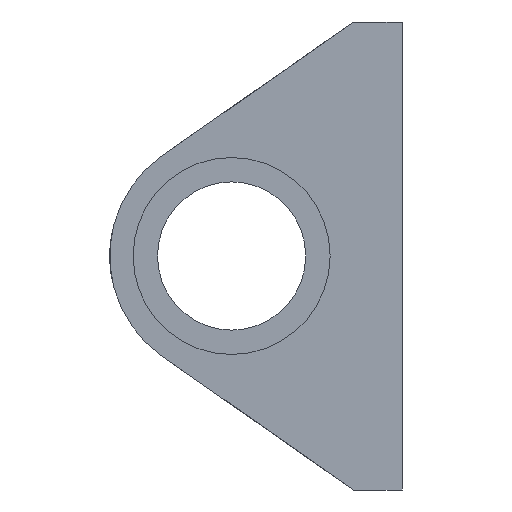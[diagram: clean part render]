
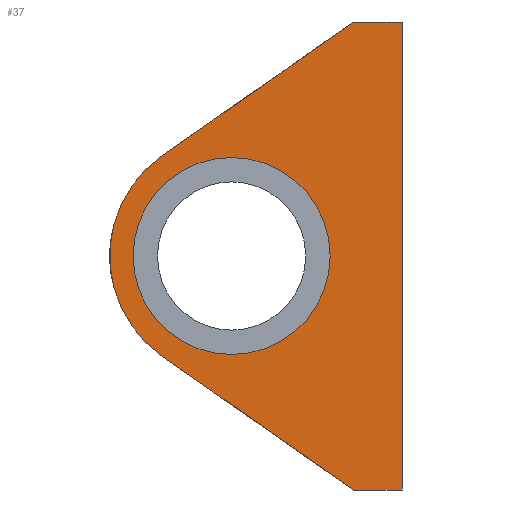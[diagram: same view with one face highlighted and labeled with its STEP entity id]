
A CAD part, front view. The second image highlights one B-rep face of the part: STEP entity #37.
In plain terms, the highlighted planar face has unit normal (0, -1, 0).
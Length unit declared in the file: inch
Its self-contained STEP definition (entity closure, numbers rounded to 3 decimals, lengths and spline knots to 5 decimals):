
#9 = CARTESIAN_POINT ( 'NONE',  ( 0., 3.5, 0. ) ) ;
#18 = CARTESIAN_POINT ( 'NONE',  ( -0.35827, 3.5, -0.51212 ) ) ;
#32 = ORIENTED_EDGE ( 'NONE', *, *, #670, .T. ) ;
#36 = CARTESIAN_POINT ( 'NONE',  ( -0.625, 3.5, 1.2 ) ) ;
#37 = ADVANCED_FACE ( 'NONE', ( #109, #530 ), #389, .F. ) ;
#38 = CIRCLE ( 'NONE', #512, 0.505 ) ;
#56 = EDGE_CURVE ( 'NONE', #428, #284, #889, .T. ) ;
#70 = CARTESIAN_POINT ( 'NONE',  ( -0.625, 3.5, 1.2 ) ) ;
#73 = VECTOR ( 'NONE', #631, 39.37008 ) ;
#80 = ORIENTED_EDGE ( 'NONE', *, *, #288, .T. ) ;
#109 = FACE_BOUND ( 'NONE', #191, .T. ) ;
#114 = VERTEX_POINT ( 'NONE', #763 ) ;
#121 = DIRECTION ( 'NONE',  ( 1., 0., 0. ) ) ;
#128 = VERTEX_POINT ( 'NONE', #622 ) ;
#135 = VECTOR ( 'NONE', #637, 39.37008 ) ;
#191 = EDGE_LOOP ( 'NONE', ( #539, #615 ) ) ;
#223 = ORIENTED_EDGE ( 'NONE', *, *, #545, .T. ) ;
#224 = CARTESIAN_POINT ( 'NONE',  ( 0.875, 3.5, 1.2 ) ) ;
#232 = DIRECTION ( 'NONE',  ( 0., 1., 0. ) ) ;
#236 = DIRECTION ( 'NONE',  ( 0., 1., 0. ) ) ;
#244 = AXIS2_PLACEMENT_3D ( 'NONE', #36, #236, #517 ) ;
#284 = VERTEX_POINT ( 'NONE', #903 ) ;
#288 = EDGE_CURVE ( 'NONE', #302, #128, #847, .T. ) ;
#297 = EDGE_CURVE ( 'NONE', #906, #128, #616, .T. ) ;
#302 = VERTEX_POINT ( 'NONE', #777 ) ;
#324 = EDGE_CURVE ( 'NONE', #302, #114, #710, .T. ) ;
#356 = CARTESIAN_POINT ( 'NONE',  ( 0., 3.5, -0.505 ) ) ;
#360 = DIRECTION ( 'NONE',  ( 0., 1., 0. ) ) ;
#366 = ORIENTED_EDGE ( 'NONE', *, *, #56, .T. ) ;
#385 = EDGE_LOOP ( 'NONE', ( #80, #601, #223, #366, #32, #786 ) ) ;
#389 = PLANE ( 'NONE',  #244 ) ;
#416 = CARTESIAN_POINT ( 'NONE',  ( 0., 3.5, 0. ) ) ;
#428 = VERTEX_POINT ( 'NONE', #892 ) ;
#480 = CARTESIAN_POINT ( 'NONE',  ( 0., 3.5, 0. ) ) ;
#490 = VERTEX_POINT ( 'NONE', #676 ) ;
#492 = DIRECTION ( 'NONE',  ( 0.819, 0., -0.573 ) ) ;
#503 = VECTOR ( 'NONE', #492, 39.37008 ) ;
#512 = AXIS2_PLACEMENT_3D ( 'NONE', #480, #360, #625 ) ;
#513 = DIRECTION ( 'NONE',  ( 0., 0., 1. ) ) ;
#517 = DIRECTION ( 'NONE',  ( 0., 0., 1. ) ) ;
#530 = FACE_OUTER_BOUND ( 'NONE', #385, .T. ) ;
#539 = ORIENTED_EDGE ( 'NONE', *, *, #647, .T. ) ;
#545 = EDGE_CURVE ( 'NONE', #906, #428, #850, .T. ) ;
#558 = VERTEX_POINT ( 'NONE', #356 ) ;
#566 = DIRECTION ( 'NONE',  ( 0., 1., 0. ) ) ;
#601 = ORIENTED_EDGE ( 'NONE', *, *, #297, .F. ) ;
#602 = EDGE_CURVE ( 'NONE', #490, #558, #38, .T. ) ;
#615 = ORIENTED_EDGE ( 'NONE', *, *, #602, .T. ) ;
#616 = CIRCLE ( 'NONE', #806, 0.625 ) ;
#622 = CARTESIAN_POINT ( 'NONE',  ( -0.35827, 3.5, 0.51212 ) ) ;
#623 = VECTOR ( 'NONE', #513, 39.37008 ) ;
#625 = DIRECTION ( 'NONE',  ( 0., 0., 1. ) ) ;
#631 = DIRECTION ( 'NONE',  ( -0.819, 0., -0.573 ) ) ;
#636 = CARTESIAN_POINT ( 'NONE',  ( -0.35827, 3.5, -0.51212 ) ) ;
#637 = DIRECTION ( 'NONE',  ( 1., 0., 0. ) ) ;
#647 = EDGE_CURVE ( 'NONE', #558, #490, #651, .T. ) ;
#651 = CIRCLE ( 'NONE', #842, 0.505 ) ;
#656 = LINE ( 'NONE', #224, #623 ) ;
#670 = EDGE_CURVE ( 'NONE', #284, #114, #656, .T. ) ;
#676 = CARTESIAN_POINT ( 'NONE',  ( 0., 3.5, 0.505 ) ) ;
#710 = LINE ( 'NONE', #70, #135 ) ;
#722 = DIRECTION ( 'NONE',  ( 0., 0., 1. ) ) ;
#763 = CARTESIAN_POINT ( 'NONE',  ( 0.875, 3.5, 1.2 ) ) ;
#765 = VECTOR ( 'NONE', #121, 39.37008 ) ;
#777 = CARTESIAN_POINT ( 'NONE',  ( 0.625, 3.5, 1.2 ) ) ;
#786 = ORIENTED_EDGE ( 'NONE', *, *, #324, .F. ) ;
#806 = AXIS2_PLACEMENT_3D ( 'NONE', #416, #566, #837 ) ;
#837 = DIRECTION ( 'NONE',  ( 0., 0., 1. ) ) ;
#842 = AXIS2_PLACEMENT_3D ( 'NONE', #9, #232, #722 ) ;
#847 = LINE ( 'NONE', #854, #73 ) ;
#850 = LINE ( 'NONE', #636, #503 ) ;
#854 = CARTESIAN_POINT ( 'NONE',  ( -0.35827, 3.5, 0.51212 ) ) ;
#889 = LINE ( 'NONE', #899, #765 ) ;
#892 = CARTESIAN_POINT ( 'NONE',  ( 0.625, 3.5, -1.2 ) ) ;
#899 = CARTESIAN_POINT ( 'NONE',  ( -0.625, 3.5, -1.2 ) ) ;
#903 = CARTESIAN_POINT ( 'NONE',  ( 0.875, 3.5, -1.2 ) ) ;
#906 = VERTEX_POINT ( 'NONE', #18 ) ;
